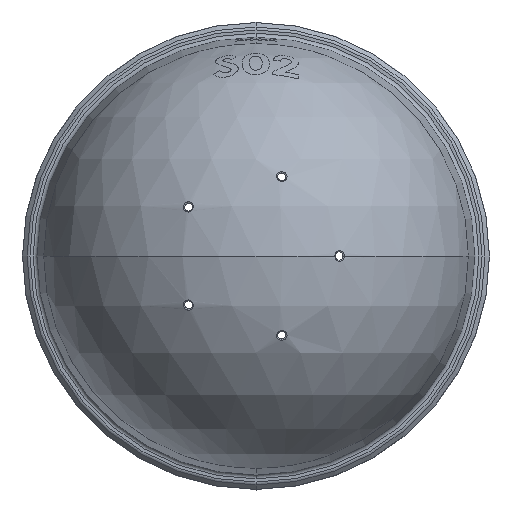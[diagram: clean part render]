
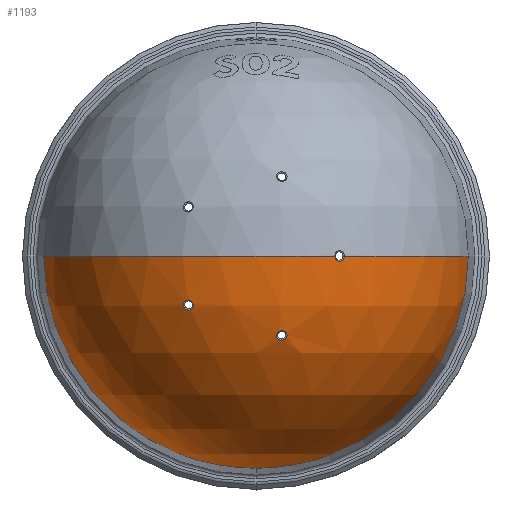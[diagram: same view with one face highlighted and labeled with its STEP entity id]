
A CAD part, front view. The second image highlights one B-rep face of the part: STEP entity #1193.
In plain terms, the highlighted spherical face has radius 51.578 mm.
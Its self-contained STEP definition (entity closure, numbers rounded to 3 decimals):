
#39 = ORIENTED_EDGE ( 'NONE', *, *, #1463, .F. ) ;
#54 = DIRECTION ( 'NONE',  ( 0., 0., -1. ) ) ;
#87 = DIRECTION ( 'NONE',  ( -0.947, 0.322, 0. ) ) ;
#111 = CARTESIAN_POINT ( 'NONE',  ( -17.365, -49.546, -11.752 ) ) ;
#140 = CARTESIAN_POINT ( 'NONE',  ( 21.152, -49.463, 0. ) ) ;
#154 = AXIS2_PLACEMENT_3D ( 'NONE', #1186, #303, #1884 ) ;
#172 = AXIS2_PLACEMENT_3D ( 'NONE', #1842, #488, #2318 ) ;
#204 = CIRCLE ( 'NONE', #2281, 1.256 ) ;
#207 = AXIS2_PLACEMENT_3D ( 'NONE', #2736, #1350, #1817 ) ;
#262 = FACE_BOUND ( 'NONE', #2607, .T. ) ;
#275 = CIRCLE ( 'NONE', #1382, 50.795 ) ;
#298 = AXIS2_PLACEMENT_3D ( 'NONE', #2059, #54, #495 ) ;
#303 = DIRECTION ( 'NONE',  ( 0., 1., 0. ) ) ;
#355 = VERTEX_POINT ( 'NONE', #2117 ) ;
#412 = VERTEX_POINT ( 'NONE', #140 ) ;
#432 = DIRECTION ( 'NONE',  ( 0., 0., 1. ) ) ;
#442 = CIRCLE ( 'NONE', #1293, 1.256 ) ;
#488 = DIRECTION ( 'NONE',  ( 0., 0., -1. ) ) ;
#495 = DIRECTION ( 'NONE',  ( 1., 0., 0. ) ) ;
#554 = CARTESIAN_POINT ( 'NONE',  ( -16.176, -49.95, -11.752 ) ) ;
#603 = DIRECTION ( 'NONE',  ( -0.12, 0.922, 0.369 ) ) ;
#719 = EDGE_CURVE ( 'NONE', #2432, #2901, #871, .T. ) ;
#720 = CARTESIAN_POINT ( 'NONE',  ( 6.179, -49.484, -20.182 ) ) ;
#729 = VERTEX_POINT ( 'NONE', #1642 ) ;
#759 = CIRCLE ( 'NONE', #2659, 1.256 ) ;
#871 = CIRCLE ( 'NONE', #154, 50.795 ) ;
#940 = ORIENTED_EDGE ( 'NONE', *, *, #2552, .F. ) ;
#1033 = CARTESIAN_POINT ( 'NONE',  ( 6.179, -49.95, -19.015 ) ) ;
#1071 = EDGE_CURVE ( 'NONE', #355, #2658, #204, .T. ) ;
#1077 = ORIENTED_EDGE ( 'NONE', *, *, #1258, .T. ) ;
#1078 = DIRECTION ( 'NONE',  ( -0.12, 0.922, 0.369 ) ) ;
#1095 = ORIENTED_EDGE ( 'NONE', *, *, #2464, .T. ) ;
#1098 = CARTESIAN_POINT ( 'NONE',  ( -16.176, -49.95, -11.752 ) ) ;
#1112 = ORIENTED_EDGE ( 'NONE', *, *, #719, .F. ) ;
#1117 = CARTESIAN_POINT ( 'NONE',  ( 6.179, -49.95, -19.015 ) ) ;
#1185 = VERTEX_POINT ( 'NONE', #1380 ) ;
#1186 = CARTESIAN_POINT ( 'NONE',  ( 0., -11.378, 0. ) ) ;
#1193 = ADVANCED_FACE ( 'NONE', ( #262, #1688, #1230 ), #1991, .T. ) ;
#1218 = ORIENTED_EDGE ( 'NONE', *, *, #1071, .T. ) ;
#1230 = FACE_OUTER_BOUND ( 'NONE', #2620, .T. ) ;
#1258 = EDGE_CURVE ( 'NONE', #1185, #2901, #2389, .T. ) ;
#1289 = AXIS2_PLACEMENT_3D ( 'NONE', #1375, #2543, #2076 ) ;
#1293 = AXIS2_PLACEMENT_3D ( 'NONE', #554, #2171, #2409 ) ;
#1294 = DIRECTION ( 'NONE',  ( 0., -0.371, 0.928 ) ) ;
#1299 = CIRCLE ( 'NONE', #1289, 51.578 ) ;
#1318 = CIRCLE ( 'NONE', #2904, 1.256 ) ;
#1350 = DIRECTION ( 'NONE',  ( 0., 0., 1. ) ) ;
#1357 = ORIENTED_EDGE ( 'NONE', *, *, #1998, .T. ) ;
#1375 = CARTESIAN_POINT ( 'NONE',  ( 0., -2.422, 0. ) ) ;
#1380 = CARTESIAN_POINT ( 'NONE',  ( 0., -54., 0. ) ) ;
#1382 = AXIS2_PLACEMENT_3D ( 'NONE', #1784, #1796, #432 ) ;
#1462 = VERTEX_POINT ( 'NONE', #2744 ) ;
#1463 = EDGE_CURVE ( 'NONE', #412, #729, #1299, .T. ) ;
#1487 = EDGE_CURVE ( 'NONE', #1185, #1462, #2247, .T. ) ;
#1511 = AXIS2_PLACEMENT_3D ( 'NONE', #1117, #1078, #2719 ) ;
#1642 = CARTESIAN_POINT ( 'NONE',  ( 50.795, -11.378, 0. ) ) ;
#1673 = ORIENTED_EDGE ( 'NONE', *, *, #1986, .T. ) ;
#1688 = FACE_BOUND ( 'NONE', #2153, .T. ) ;
#1752 = DIRECTION ( 'NONE',  ( -0.388, 0.922, 0. ) ) ;
#1784 = CARTESIAN_POINT ( 'NONE',  ( 0., -11.378, 0. ) ) ;
#1791 = ORIENTED_EDGE ( 'NONE', *, *, #1939, .T. ) ;
#1796 = DIRECTION ( 'NONE',  ( 0., 1., 0. ) ) ;
#1817 = DIRECTION ( 'NONE',  ( 1., 0., 0. ) ) ;
#1842 = CARTESIAN_POINT ( 'NONE',  ( 0., -2.422, 0. ) ) ;
#1884 = DIRECTION ( 'NONE',  ( 0., 0., 1. ) ) ;
#1939 = EDGE_CURVE ( 'NONE', #2375, #2157, #2406, .T. ) ;
#1986 = EDGE_CURVE ( 'NONE', #2157, #2375, #759, .T. ) ;
#1988 = DIRECTION ( 'NONE',  ( -0.922, -0.388, 0. ) ) ;
#1991 = SPHERICAL_SURFACE ( 'NONE', #298, 51.578 ) ;
#1998 = EDGE_CURVE ( 'NONE', #412, #1462, #1318, .T. ) ;
#2059 = CARTESIAN_POINT ( 'NONE',  ( 0., -2.422, 0. ) ) ;
#2076 = DIRECTION ( 'NONE',  ( 1., 0., 0. ) ) ;
#2086 = ORIENTED_EDGE ( 'NONE', *, *, #1487, .F. ) ;
#2117 = CARTESIAN_POINT ( 'NONE',  ( -14.986, -50.355, -11.752 ) ) ;
#2153 = EDGE_LOOP ( 'NONE', ( #1095, #1218 ) ) ;
#2157 = VERTEX_POINT ( 'NONE', #720 ) ;
#2171 = DIRECTION ( 'NONE',  ( 0.314, 0.922, 0.228 ) ) ;
#2247 = CIRCLE ( 'NONE', #207, 51.578 ) ;
#2281 = AXIS2_PLACEMENT_3D ( 'NONE', #1098, #2703, #87 ) ;
#2318 = DIRECTION ( 'NONE',  ( -1., 0., 0. ) ) ;
#2375 = VERTEX_POINT ( 'NONE', #2571 ) ;
#2389 = CIRCLE ( 'NONE', #172, 51.578 ) ;
#2406 = CIRCLE ( 'NONE', #1511, 1.256 ) ;
#2409 = DIRECTION ( 'NONE',  ( -0.947, 0.322, 0. ) ) ;
#2432 = VERTEX_POINT ( 'NONE', #2612 ) ;
#2439 = CARTESIAN_POINT ( 'NONE',  ( 19.994, -49.95, 0. ) ) ;
#2464 = EDGE_CURVE ( 'NONE', #2658, #355, #442, .T. ) ;
#2543 = DIRECTION ( 'NONE',  ( 0., 0., 1. ) ) ;
#2552 = EDGE_CURVE ( 'NONE', #729, #2432, #275, .T. ) ;
#2571 = CARTESIAN_POINT ( 'NONE',  ( 6.179, -50.417, -17.849 ) ) ;
#2607 = EDGE_LOOP ( 'NONE', ( #1791, #1673 ) ) ;
#2612 = CARTESIAN_POINT ( 'NONE',  ( 0., -11.378, -50.795 ) ) ;
#2620 = EDGE_LOOP ( 'NONE', ( #2086, #1077, #1112, #940, #39, #1357 ) ) ;
#2658 = VERTEX_POINT ( 'NONE', #111 ) ;
#2659 = AXIS2_PLACEMENT_3D ( 'NONE', #1033, #603, #1294 ) ;
#2703 = DIRECTION ( 'NONE',  ( 0.314, 0.922, 0.228 ) ) ;
#2719 = DIRECTION ( 'NONE',  ( 0., -0.371, 0.928 ) ) ;
#2736 = CARTESIAN_POINT ( 'NONE',  ( 0., -2.422, 0. ) ) ;
#2744 = CARTESIAN_POINT ( 'NONE',  ( 18.836, -50.437, 0. ) ) ;
#2899 = CARTESIAN_POINT ( 'NONE',  ( -50.795, -11.378, 0. ) ) ;
#2901 = VERTEX_POINT ( 'NONE', #2899 ) ;
#2904 = AXIS2_PLACEMENT_3D ( 'NONE', #2439, #1752, #1988 ) ;
